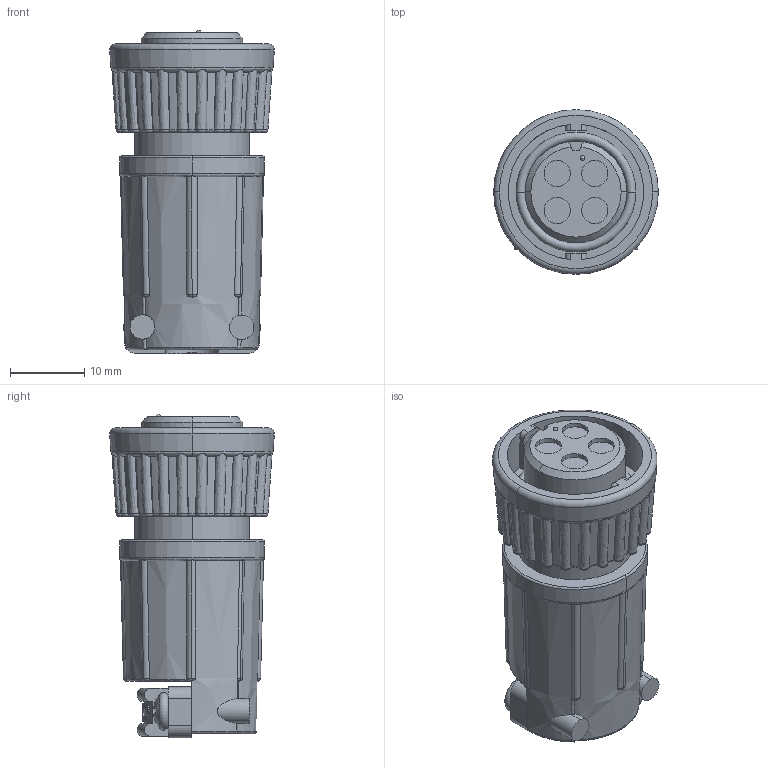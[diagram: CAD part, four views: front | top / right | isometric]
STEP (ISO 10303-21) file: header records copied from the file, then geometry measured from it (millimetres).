
FILE_DESCRIPTION (( 'STEP AP203' ), '1' );
FILE_NAME ('3182-4SG-530.STEP', '2015-10-26T16:53:06', ( '' ), ( '' ), 'SwSTEP 2.0', 'SolidWorks 2014', '' );
FILE_SCHEMA (( 'CONFIG_CONTROL_DESIGN' ));
Length unit declared in the file: inch
Products named in the file (1): 3182-4SG-530
Bounding box: 22.22 x 22.22 x 43.65 mm (x, y, z)
Volume: 10474.3 mm3; surface area: 4761.2 mm2
Topology: 1 solids, 2 shells, 420 faces, 1173 edges, 768 vertices
Faces by surface type: plane 140, bspline 94, torus 69, cylinder 60, cone 49, sphere 8
Entity records: 18047 total; most frequent: CARTESIAN_POINT 8359, ORIENTED_EDGE 2340, DIRECTION 1630, EDGE_CURVE 1170, VERTEX_POINT 766, AXIS2_PLACEMENT_3D 683, B_SPLINE_CURVE_WITH_KNOTS 498, EDGE_LOOP 436
